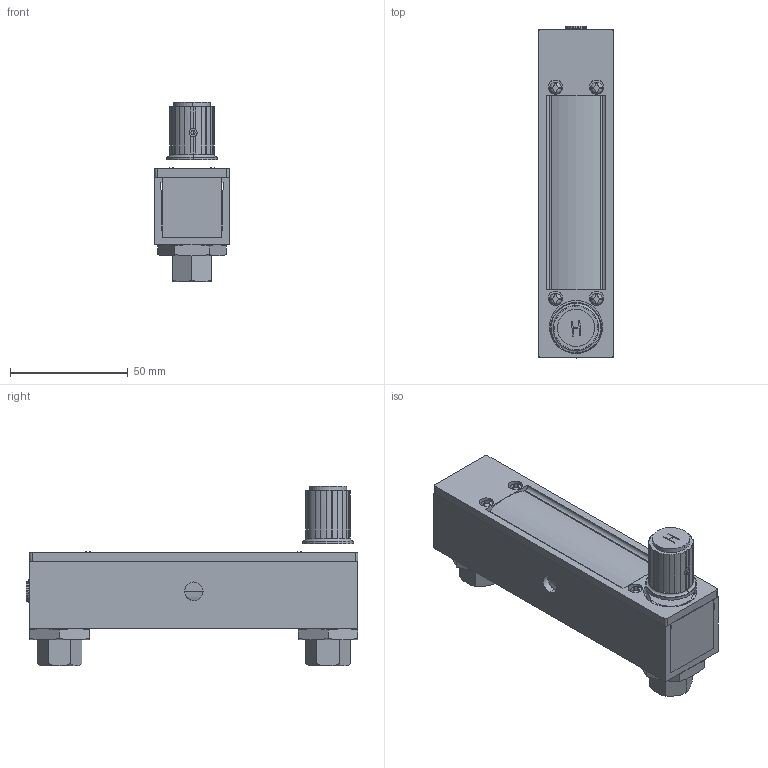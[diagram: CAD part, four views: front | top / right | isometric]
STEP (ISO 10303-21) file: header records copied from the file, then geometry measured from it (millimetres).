
FILE_DESCRIPTION (( 'STEP AP203' ), '1' );
FILE_NAME ('1350G-N-U-1-A.STEP', '2018-08-30T17:09:03', ( '' ), ( '' ), 'SwSTEP 2.0', 'SolidWorks 2017', '' );
FILE_SCHEMA (( 'CONFIG_CONTROL_DESIGN' ));
Length unit declared in the file: millimetre
Products named in the file (1): 1350G-N-U-1-A
Bounding box: 31.75 x 141.22 x 76.51 mm (x, y, z)
Surface area: 43973.9 mm2 (no closed solid volume)
Topology: 0 solids, 22 shells, 335 faces, 1039 edges, 720 vertices
Faces by surface type: plane 207, cylinder 60, cone 58, bspline 8, torus 2
Entity records: 12245 total; most frequent: CARTESIAN_POINT 3315, ORIENTED_EDGE 1774, DIRECTION 1717, EDGE_CURVE 1039, VERTEX_POINT 720, LINE 573, VECTOR 573, AXIS2_PLACEMENT_3D 572
